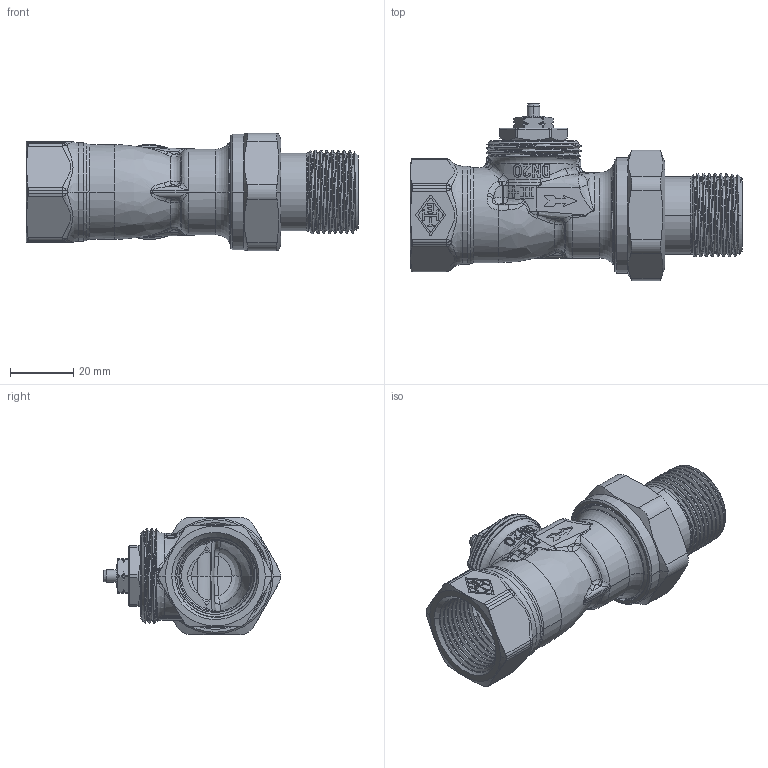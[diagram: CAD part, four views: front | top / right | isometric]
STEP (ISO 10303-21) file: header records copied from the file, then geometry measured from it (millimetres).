
FILE_DESCRIPTION((''),'2;1');
FILE_NAME('2202-03-000-GEWINDE-O_SW0002','2015-08-05T',('marann'),(''),'PRO/ENGINEER BY PARAMETRIC TECHNOLOGY CORPORATION, 2011490','PRO/ENGINEER BY PARAMETRIC TECHNOLOGY CORPORATION, 2011490','');
FILE_SCHEMA(('CONFIG_CONTROL_DESIGN'));
Products named in the file (1): 2202-03-000-GEWINDE-O_SW0002
Bounding box: 104.8 x 55.89 x 37 mm (x, y, z)
Volume: 44769.6 mm3; surface area: 28377.4 mm2
Topology: 1 solids, 1 shells, 1075 faces, 2690 edges, 1637 vertices
Faces by surface type: cylinder 305, bspline 280, plane 260, cone 113, torus 96, sphere 21
Entity records: 62343 total; most frequent: CARTESIAN_POINT 39084, ORIENTED_EDGE 5342, DIRECTION 4199, EDGE_CURVE 2671, AXIS2_PLACEMENT_3D 1669, VERTEX_POINT 1637, EDGE_LOOP 1120, FACE_OUTER_BOUND 1075
